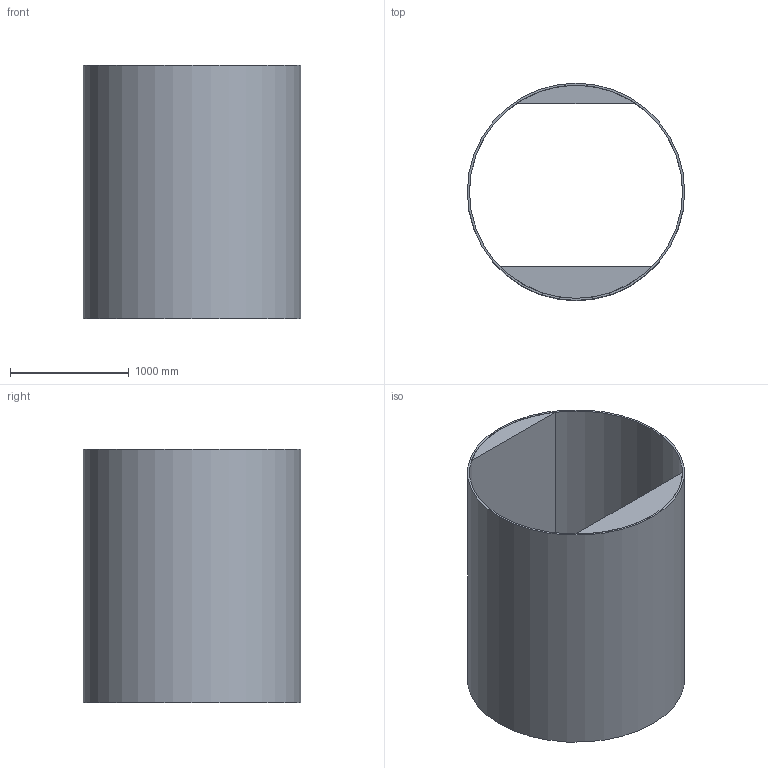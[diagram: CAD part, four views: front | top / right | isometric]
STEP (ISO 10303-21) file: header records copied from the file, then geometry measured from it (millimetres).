
FILE_DESCRIPTION(/* description */ (''),/* implementation_level */ '2;1');
FILE_NAME(/* name */ 'Tube_ipt_c9f486fb.STEP',/* time_stamp */ '2018-02-13T23:11:26-05:00',/* author */ ('cxa2'),/* organization */ (''),/* preprocessor_version */ 'ST-DEVELOPER v16.13',/* originating_system */ 'Autodesk Inventor 2018',/* authorisation */ '');
FILE_SCHEMA (('AUTOMOTIVE_DESIGN { 1 0 10303 214 3 1 1 }'));
Length unit declared in the file: inch
Products named in the file (1): Tube
Bounding box: 1828.8 x 1828.8 x 2133.6 mm (x, y, z)
Volume: 930329788.6 mm3; surface area: 35274076.9 mm2
Topology: 3 solids, 3 shells, 12 faces, 18 edges, 12 vertices
Faces by surface type: plane 8, cylinder 4
Full cylindrical faces by diameter (mm): 1793.24 x1, 1828.8 x1
Entity records: 324 total; most frequent: DIRECTION 50, CARTESIAN_POINT 41, ORIENTED_EDGE 32, AXIS2_PLACEMENT_3D 21, EDGE_LOOP 16, EDGE_CURVE 16, FACE_OUTER_BOUND 12, VERTEX_POINT 12
